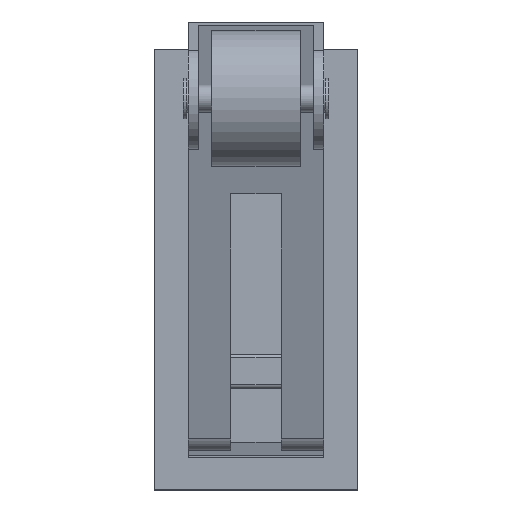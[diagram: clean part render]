
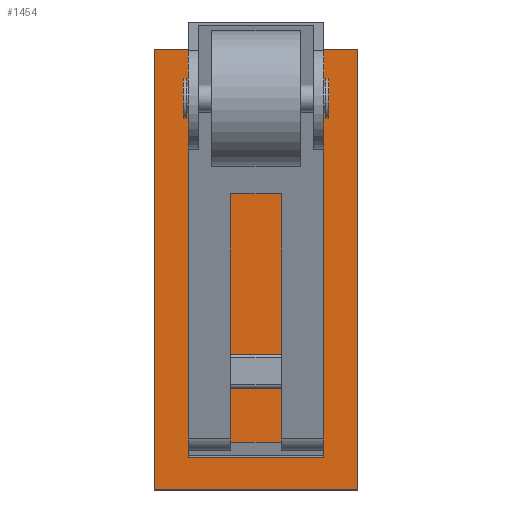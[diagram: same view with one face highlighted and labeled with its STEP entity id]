
A CAD part, top view. The second image highlights one B-rep face of the part: STEP entity #1454.
In plain terms, the highlighted planar face has unit normal (0, 0, 1).
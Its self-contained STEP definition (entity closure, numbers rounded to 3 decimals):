
#39=FACE_BOUND('',#213,.T.);
#119=FACE_OUTER_BOUND('',#212,.T.);
#212=EDGE_LOOP('',(#1088,#1089,#1090,#1091));
#213=EDGE_LOOP('',(#1092,#1093,#1094,#1095,#1096,#1097,#1098,#1099));
#320=LINE('',#2156,#490);
#324=LINE('',#2164,#494);
#327=LINE('',#2170,#497);
#330=LINE('',#2176,#500);
#333=LINE('',#2182,#503);
#336=LINE('',#2188,#506);
#338=LINE('',#2192,#508);
#340=LINE('',#2195,#510);
#343=LINE('',#2203,#513);
#346=LINE('',#2209,#516);
#349=LINE('',#2215,#519);
#352=LINE('',#2219,#522);
#490=VECTOR('',#1738,10.);
#494=VECTOR('',#1744,10.);
#497=VECTOR('',#1749,10.);
#500=VECTOR('',#1754,10.);
#503=VECTOR('',#1759,10.);
#506=VECTOR('',#1764,10.);
#508=VECTOR('',#1768,10.);
#510=VECTOR('',#1772,10.);
#513=VECTOR('',#1777,10.);
#516=VECTOR('',#1782,10.);
#519=VECTOR('',#1787,10.);
#522=VECTOR('',#1792,10.);
#650=VERTEX_POINT('',#2154);
#651=VERTEX_POINT('',#2155);
#654=VERTEX_POINT('',#2163);
#656=VERTEX_POINT('',#2169);
#658=VERTEX_POINT('',#2175);
#660=VERTEX_POINT('',#2181);
#662=VERTEX_POINT('',#2187);
#663=VERTEX_POINT('',#2191);
#666=VERTEX_POINT('',#2200);
#667=VERTEX_POINT('',#2202);
#669=VERTEX_POINT('',#2208);
#671=VERTEX_POINT('',#2214);
#796=EDGE_CURVE('',#650,#651,#320,.T.);
#800=EDGE_CURVE('',#651,#654,#324,.T.);
#803=EDGE_CURVE('',#654,#656,#327,.T.);
#806=EDGE_CURVE('',#656,#658,#330,.T.);
#809=EDGE_CURVE('',#660,#650,#333,.T.);
#812=EDGE_CURVE('',#662,#660,#336,.T.);
#814=EDGE_CURVE('',#658,#663,#338,.T.);
#816=EDGE_CURVE('',#663,#662,#340,.T.);
#819=EDGE_CURVE('',#667,#666,#343,.T.);
#822=EDGE_CURVE('',#669,#667,#346,.T.);
#825=EDGE_CURVE('',#671,#669,#349,.T.);
#828=EDGE_CURVE('',#666,#671,#352,.T.);
#1088=ORIENTED_EDGE('',*,*,#828,.T.);
#1089=ORIENTED_EDGE('',*,*,#825,.T.);
#1090=ORIENTED_EDGE('',*,*,#822,.T.);
#1091=ORIENTED_EDGE('',*,*,#819,.T.);
#1092=ORIENTED_EDGE('',*,*,#814,.T.);
#1093=ORIENTED_EDGE('',*,*,#816,.T.);
#1094=ORIENTED_EDGE('',*,*,#812,.T.);
#1095=ORIENTED_EDGE('',*,*,#809,.T.);
#1096=ORIENTED_EDGE('',*,*,#796,.T.);
#1097=ORIENTED_EDGE('',*,*,#800,.T.);
#1098=ORIENTED_EDGE('',*,*,#803,.T.);
#1099=ORIENTED_EDGE('',*,*,#806,.T.);
#1380=PLANE('',#1569);
#1454=ADVANCED_FACE('',(#119,#39),#1380,.T.);
#1569=AXIS2_PLACEMENT_3D('',#2220,#1793,#1794);
#1738=DIRECTION('',(0.,-1.,0.));
#1744=DIRECTION('',(-1.,0.,0.));
#1749=DIRECTION('',(0.,1.,0.));
#1754=DIRECTION('',(1.,0.,0.));
#1759=DIRECTION('',(1.,0.,0.));
#1764=DIRECTION('',(0.,-1.,0.));
#1768=DIRECTION('',(0.,1.,0.));
#1772=DIRECTION('',(1.,0.,0.));
#1777=DIRECTION('',(-1.,0.,0.));
#1782=DIRECTION('',(0.,1.,0.));
#1787=DIRECTION('',(1.,0.,0.));
#1792=DIRECTION('',(0.,-1.,0.));
#1793=DIRECTION('center_axis',(0.,0.,1.));
#1794=DIRECTION('ref_axis',(1.,0.,0.));
#2154=CARTESIAN_POINT('',(5.,1.169,6.));
#2155=CARTESIAN_POINT('',(5.,0.959,6.));
#2156=CARTESIAN_POINT('',(5.,3.8,6.));
#2163=CARTESIAN_POINT('',(1.,0.959,6.));
#2164=CARTESIAN_POINT('',(4.,0.959,6.));
#2169=CARTESIAN_POINT('',(1.,1.169,6.));
#2170=CARTESIAN_POINT('',(1.,3.705,6.));
#2175=CARTESIAN_POINT('',(2.25,1.169,6.));
#2176=CARTESIAN_POINT('',(2.,1.169,6.));
#2181=CARTESIAN_POINT('',(3.75,1.169,6.));
#2182=CARTESIAN_POINT('',(3.375,1.169,6.));
#2187=CARTESIAN_POINT('',(3.75,1.4,6.));
#2188=CARTESIAN_POINT('',(3.75,7.618,6.));
#2191=CARTESIAN_POINT('',(2.25,1.4,6.));
#2192=CARTESIAN_POINT('',(2.25,3.8,6.));
#2195=CARTESIAN_POINT('',(3.,1.4,6.));
#2200=CARTESIAN_POINT('',(0.,13.,6.));
#2202=CARTESIAN_POINT('',(6.,13.,6.));
#2203=CARTESIAN_POINT('',(6.,13.,6.));
#2208=CARTESIAN_POINT('',(6.,0.,6.));
#2209=CARTESIAN_POINT('',(6.,0.,6.));
#2214=CARTESIAN_POINT('',(0.,0.,6.));
#2215=CARTESIAN_POINT('',(0.,0.,6.));
#2219=CARTESIAN_POINT('',(0.,13.,6.));
#2220=CARTESIAN_POINT('Origin',(3.,6.5,6.));
